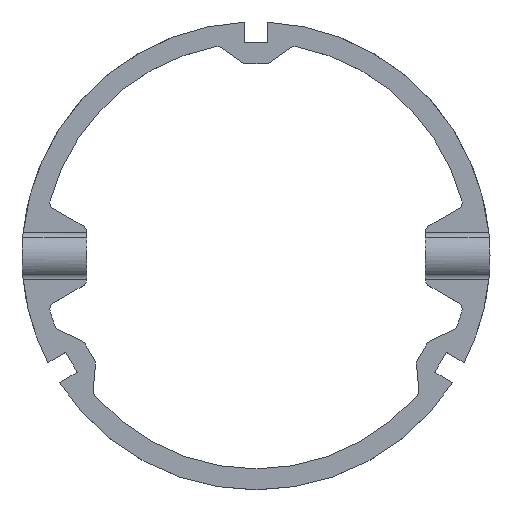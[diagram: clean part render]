
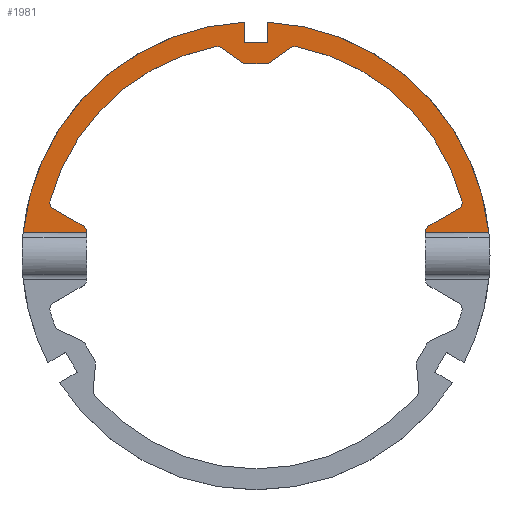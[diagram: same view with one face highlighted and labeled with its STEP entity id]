
A CAD part, top view. The second image highlights one B-rep face of the part: STEP entity #1981.
In plain terms, the highlighted planar face has unit normal (0, 0, 1).
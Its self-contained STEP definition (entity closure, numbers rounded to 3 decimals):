
#404=CARTESIAN_POINT('Line Origine',(1.65,31.98,2.)) ;
#408=CARTESIAN_POINT('Vertex',(1.65,30.5,2.)) ;
#410=CARTESIAN_POINT('Vertex',(1.65,33.459,2.)) ;
#444=CARTESIAN_POINT('Line Origine',(0.,30.5,2.)) ;
#448=CARTESIAN_POINT('Vertex',(-1.65,30.5,2.)) ;
#475=CARTESIAN_POINT('Line Origine',(-1.65,31.98,2.)) ;
#479=CARTESIAN_POINT('Vertex',(-1.65,33.459,2.)) ;
#548=CARTESIAN_POINT('Vertex',(33.332,3.354,2.)) ;
#551=CARTESIAN_POINT('Line Origine',(0.,3.354,2.)) ;
#555=CARTESIAN_POINT('Vertex',(24.25,3.354,2.)) ;
#580=CARTESIAN_POINT('Axis2P3D Location',(0.,0.,2.)) ;
#777=CARTESIAN_POINT('Vertex',(-24.25,3.354,2.)) ;
#780=CARTESIAN_POINT('Line Origine',(-0.022,3.354,2.)) ;
#784=CARTESIAN_POINT('Vertex',(-33.332,3.354,2.)) ;
#811=CARTESIAN_POINT('Axis2P3D Location',(0.,0.,2.)) ;
#1256=CARTESIAN_POINT('Vertex',(-4.991,29.79,2.)) ;
#1261=CARTESIAN_POINT('Axis2P3D Location',(-5.564,28.97,2.)) ;
#1265=CARTESIAN_POINT('Vertex',(-5.753,29.953,2.)) ;
#1292=CARTESIAN_POINT('Line Origine',(-3.462,28.719,2.)) ;
#1296=CARTESIAN_POINT('Vertex',(-1.933,27.648,2.)) ;
#1323=CARTESIAN_POINT('Axis2P3D Location',(-1.359,28.468,2.)) ;
#1327=CARTESIAN_POINT('Vertex',(-1.311,27.469,2.)) ;
#1355=CARTESIAN_POINT('Vertex',(1.311,27.469,2.)) ;
#1358=CARTESIAN_POINT('Axis2P3D Location',(0.,0.,2.)) ;
#1380=CARTESIAN_POINT('Axis2P3D Location',(1.359,28.468,2.)) ;
#1384=CARTESIAN_POINT('Vertex',(1.933,27.648,2.)) ;
#1473=CARTESIAN_POINT('Line Origine',(3.462,28.719,2.)) ;
#1477=CARTESIAN_POINT('Vertex',(4.991,29.79,2.)) ;
#1508=CARTESIAN_POINT('Vertex',(5.753,29.953,2.)) ;
#1513=CARTESIAN_POINT('Axis2P3D Location',(5.564,28.97,2.)) ;
#1659=CARTESIAN_POINT('Line Origine',(-24.25,3.388,2.)) ;
#1663=CARTESIAN_POINT('Vertex',(-24.25,3.423,2.)) ;
#1707=CARTESIAN_POINT('Axis2P3D Location',(-25.25,3.423,2.)) ;
#1711=CARTESIAN_POINT('Vertex',(-24.75,4.289,2.)) ;
#1737=CARTESIAN_POINT('Vertex',(-29.468,7.867,2.)) ;
#1747=CARTESIAN_POINT('Axis2P3D Location',(0.,0.,2.)) ;
#1764=CARTESIAN_POINT('Line Origine',(-26.876,5.516,2.)) ;
#1768=CARTESIAN_POINT('Vertex',(-29.002,6.743,2.)) ;
#1795=CARTESIAN_POINT('Axis2P3D Location',(-28.502,7.609,2.)) ;
#1863=CARTESIAN_POINT('Vertex',(24.25,3.423,2.)) ;
#1881=CARTESIAN_POINT('Line Origine',(24.25,3.388,2.)) ;
#1905=CARTESIAN_POINT('Axis2P3D Location',(25.25,3.423,2.)) ;
#1909=CARTESIAN_POINT('Vertex',(24.75,4.289,2.)) ;
#1931=CARTESIAN_POINT('Axis2P3D Location',(0.,2.872,2.)) ;
#1936=CARTESIAN_POINT('Line Origine',(26.876,5.516,2.)) ;
#1940=CARTESIAN_POINT('Vertex',(29.002,6.743,2.)) ;
#1943=CARTESIAN_POINT('Axis2P3D Location',(0.,0.,2.)) ;
#1947=CARTESIAN_POINT('Vertex',(29.468,7.867,2.)) ;
#1950=CARTESIAN_POINT('Axis2P3D Location',(28.502,7.609,2.)) ;
#405=DIRECTION('Vector Direction',(0.,1.,0.)) ;
#445=DIRECTION('Vector Direction',(1.,0.,0.)) ;
#476=DIRECTION('Vector Direction',(0.,-1.,0.)) ;
#552=DIRECTION('Vector Direction',(-1.,0.,0.)) ;
#581=DIRECTION('Axis2P3D Direction',(0.,0.,1.)) ;
#781=DIRECTION('Vector Direction',(-1.,0.,0.)) ;
#812=DIRECTION('Axis2P3D Direction',(0.,0.,1.)) ;
#1262=DIRECTION('Axis2P3D Direction',(0.,0.,-1.)) ;
#1293=DIRECTION('Vector Direction',(0.819,-0.574,0.)) ;
#1324=DIRECTION('Axis2P3D Direction',(0.,0.,1.)) ;
#1359=DIRECTION('Axis2P3D Direction',(0.,0.,1.)) ;
#1381=DIRECTION('Axis2P3D Direction',(0.,0.,1.)) ;
#1474=DIRECTION('Vector Direction',(0.819,0.574,0.)) ;
#1514=DIRECTION('Axis2P3D Direction',(0.,0.,-1.)) ;
#1660=DIRECTION('Vector Direction',(0.,1.,0.)) ;
#1708=DIRECTION('Axis2P3D Direction',(0.,0.,1.)) ;
#1748=DIRECTION('Axis2P3D Direction',(0.,0.,1.)) ;
#1765=DIRECTION('Vector Direction',(-0.866,0.5,0.)) ;
#1796=DIRECTION('Axis2P3D Direction',(0.,0.,-1.)) ;
#1882=DIRECTION('Vector Direction',(0.,1.,0.)) ;
#1906=DIRECTION('Axis2P3D Direction',(0.,0.,1.)) ;
#1932=DIRECTION('Axis2P3D Direction',(0.,0.,-1.)) ;
#1933=DIRECTION('Axis2P3D XDirection',(0.,1.,0.)) ;
#1937=DIRECTION('Vector Direction',(0.866,0.5,0.)) ;
#1944=DIRECTION('Axis2P3D Direction',(0.,0.,-1.)) ;
#1951=DIRECTION('Axis2P3D Direction',(0.,0.,-1.)) ;
#582=AXIS2_PLACEMENT_3D('Circle Axis2P3D',#580,#581,$) ;
#813=AXIS2_PLACEMENT_3D('Circle Axis2P3D',#811,#812,$) ;
#1263=AXIS2_PLACEMENT_3D('Circle Axis2P3D',#1261,#1262,$) ;
#1325=AXIS2_PLACEMENT_3D('Circle Axis2P3D',#1323,#1324,$) ;
#1360=AXIS2_PLACEMENT_3D('Circle Axis2P3D',#1358,#1359,$) ;
#1382=AXIS2_PLACEMENT_3D('Circle Axis2P3D',#1380,#1381,$) ;
#1515=AXIS2_PLACEMENT_3D('Circle Axis2P3D',#1513,#1514,$) ;
#1709=AXIS2_PLACEMENT_3D('Circle Axis2P3D',#1707,#1708,$) ;
#1749=AXIS2_PLACEMENT_3D('Circle Axis2P3D',#1747,#1748,$) ;
#1797=AXIS2_PLACEMENT_3D('Circle Axis2P3D',#1795,#1796,$) ;
#1907=AXIS2_PLACEMENT_3D('Circle Axis2P3D',#1905,#1906,$) ;
#1934=AXIS2_PLACEMENT_3D('Plane Axis2P3D',#1931,#1932,#1933) ;
#1945=AXIS2_PLACEMENT_3D('Circle Axis2P3D',#1943,#1944,$) ;
#1952=AXIS2_PLACEMENT_3D('Circle Axis2P3D',#1950,#1951,$) ;
#1956=ORIENTED_EDGE('',*,*,#1942,.F.) ;
#1957=ORIENTED_EDGE('',*,*,#1911,.F.) ;
#1958=ORIENTED_EDGE('',*,*,#1885,.F.) ;
#1959=ORIENTED_EDGE('',*,*,#557,.F.) ;
#1960=ORIENTED_EDGE('',*,*,#584,.F.) ;
#1961=ORIENTED_EDGE('',*,*,#412,.F.) ;
#1962=ORIENTED_EDGE('',*,*,#450,.F.) ;
#1963=ORIENTED_EDGE('',*,*,#481,.F.) ;
#1964=ORIENTED_EDGE('',*,*,#815,.F.) ;
#1965=ORIENTED_EDGE('',*,*,#786,.F.) ;
#1966=ORIENTED_EDGE('',*,*,#1665,.T.) ;
#1967=ORIENTED_EDGE('',*,*,#1713,.F.) ;
#1968=ORIENTED_EDGE('',*,*,#1770,.T.) ;
#1969=ORIENTED_EDGE('',*,*,#1799,.T.) ;
#1970=ORIENTED_EDGE('',*,*,#1751,.T.) ;
#1971=ORIENTED_EDGE('',*,*,#1267,.T.) ;
#1972=ORIENTED_EDGE('',*,*,#1298,.T.) ;
#1973=ORIENTED_EDGE('',*,*,#1329,.F.) ;
#1974=ORIENTED_EDGE('',*,*,#1362,.T.) ;
#1975=ORIENTED_EDGE('',*,*,#1386,.F.) ;
#1976=ORIENTED_EDGE('',*,*,#1479,.T.) ;
#1977=ORIENTED_EDGE('',*,*,#1517,.T.) ;
#1978=ORIENTED_EDGE('',*,*,#1949,.T.) ;
#1979=ORIENTED_EDGE('',*,*,#1954,.T.) ;
#406=VECTOR('Line Direction',#405,1.) ;
#446=VECTOR('Line Direction',#445,1.) ;
#477=VECTOR('Line Direction',#476,1.) ;
#553=VECTOR('Line Direction',#552,1.) ;
#782=VECTOR('Line Direction',#781,1.) ;
#1294=VECTOR('Line Direction',#1293,1.) ;
#1475=VECTOR('Line Direction',#1474,1.) ;
#1661=VECTOR('Line Direction',#1660,1.) ;
#1766=VECTOR('Line Direction',#1765,1.) ;
#1883=VECTOR('Line Direction',#1882,1.) ;
#1938=VECTOR('Line Direction',#1937,1.) ;
#1981=ADVANCED_FACE('',(#1980),#1935,.F.) ;
#583=CIRCLE('generated circle',#582,33.5) ;
#814=CIRCLE('generated circle',#813,33.5) ;
#1264=CIRCLE('generated circle',#1263,1.) ;
#1326=CIRCLE('generated circle',#1325,1.) ;
#1361=CIRCLE('generated circle',#1360,27.5) ;
#1383=CIRCLE('generated circle',#1382,1.) ;
#1516=CIRCLE('generated circle',#1515,1.) ;
#1710=CIRCLE('generated circle',#1709,1.) ;
#1750=CIRCLE('generated circle',#1749,30.5) ;
#1798=CIRCLE('generated circle',#1797,1.) ;
#1908=CIRCLE('generated circle',#1907,1.) ;
#1946=CIRCLE('generated circle',#1945,30.5) ;
#1953=CIRCLE('generated circle',#1952,1.) ;
#412=EDGE_CURVE('',#409,#411,#407,.T.) ;
#450=EDGE_CURVE('',#449,#409,#447,.T.) ;
#481=EDGE_CURVE('',#480,#449,#478,.T.) ;
#557=EDGE_CURVE('',#549,#556,#554,.T.) ;
#584=EDGE_CURVE('',#411,#549,#583,.F.) ;
#786=EDGE_CURVE('',#778,#785,#783,.T.) ;
#815=EDGE_CURVE('',#785,#480,#814,.F.) ;
#1267=EDGE_CURVE('',#1266,#1257,#1264,.T.) ;
#1298=EDGE_CURVE('',#1257,#1297,#1295,.T.) ;
#1329=EDGE_CURVE('',#1328,#1297,#1326,.F.) ;
#1362=EDGE_CURVE('',#1328,#1356,#1361,.F.) ;
#1386=EDGE_CURVE('',#1385,#1356,#1383,.F.) ;
#1479=EDGE_CURVE('',#1385,#1478,#1476,.T.) ;
#1517=EDGE_CURVE('',#1478,#1509,#1516,.T.) ;
#1665=EDGE_CURVE('',#778,#1664,#1662,.T.) ;
#1713=EDGE_CURVE('',#1712,#1664,#1710,.F.) ;
#1751=EDGE_CURVE('',#1738,#1266,#1750,.F.) ;
#1770=EDGE_CURVE('',#1712,#1769,#1767,.T.) ;
#1799=EDGE_CURVE('',#1769,#1738,#1798,.T.) ;
#1885=EDGE_CURVE('',#556,#1864,#1884,.T.) ;
#1911=EDGE_CURVE('',#1864,#1910,#1908,.F.) ;
#1942=EDGE_CURVE('',#1910,#1941,#1939,.T.) ;
#1949=EDGE_CURVE('',#1509,#1948,#1946,.T.) ;
#1954=EDGE_CURVE('',#1948,#1941,#1953,.T.) ;
#1955=EDGE_LOOP('',(#1956,#1957,#1958,#1959,#1960,#1961,#1962,#1963,#1964,#1965,#1966,#1967,#1968,#1969,#1970,#1971,#1972,#1973,#1974,#1975,#1976,#1977,#1978,#1979)) ;
#1980=FACE_OUTER_BOUND('',#1955,.T.) ;
#407=LINE('Line',#404,#406) ;
#447=LINE('Line',#444,#446) ;
#478=LINE('Line',#475,#477) ;
#554=LINE('Line',#551,#553) ;
#783=LINE('Line',#780,#782) ;
#1295=LINE('Line',#1292,#1294) ;
#1476=LINE('Line',#1473,#1475) ;
#1662=LINE('Line',#1659,#1661) ;
#1767=LINE('Line',#1764,#1766) ;
#1884=LINE('Line',#1881,#1883) ;
#1939=LINE('Line',#1936,#1938) ;
#1935=PLANE('Plane',#1934) ;
#409=VERTEX_POINT('',#408) ;
#411=VERTEX_POINT('',#410) ;
#449=VERTEX_POINT('',#448) ;
#480=VERTEX_POINT('',#479) ;
#549=VERTEX_POINT('',#548) ;
#556=VERTEX_POINT('',#555) ;
#778=VERTEX_POINT('',#777) ;
#785=VERTEX_POINT('',#784) ;
#1257=VERTEX_POINT('',#1256) ;
#1266=VERTEX_POINT('',#1265) ;
#1297=VERTEX_POINT('',#1296) ;
#1328=VERTEX_POINT('',#1327) ;
#1356=VERTEX_POINT('',#1355) ;
#1385=VERTEX_POINT('',#1384) ;
#1478=VERTEX_POINT('',#1477) ;
#1509=VERTEX_POINT('',#1508) ;
#1664=VERTEX_POINT('',#1663) ;
#1712=VERTEX_POINT('',#1711) ;
#1738=VERTEX_POINT('',#1737) ;
#1769=VERTEX_POINT('',#1768) ;
#1864=VERTEX_POINT('',#1863) ;
#1910=VERTEX_POINT('',#1909) ;
#1941=VERTEX_POINT('',#1940) ;
#1948=VERTEX_POINT('',#1947) ;
